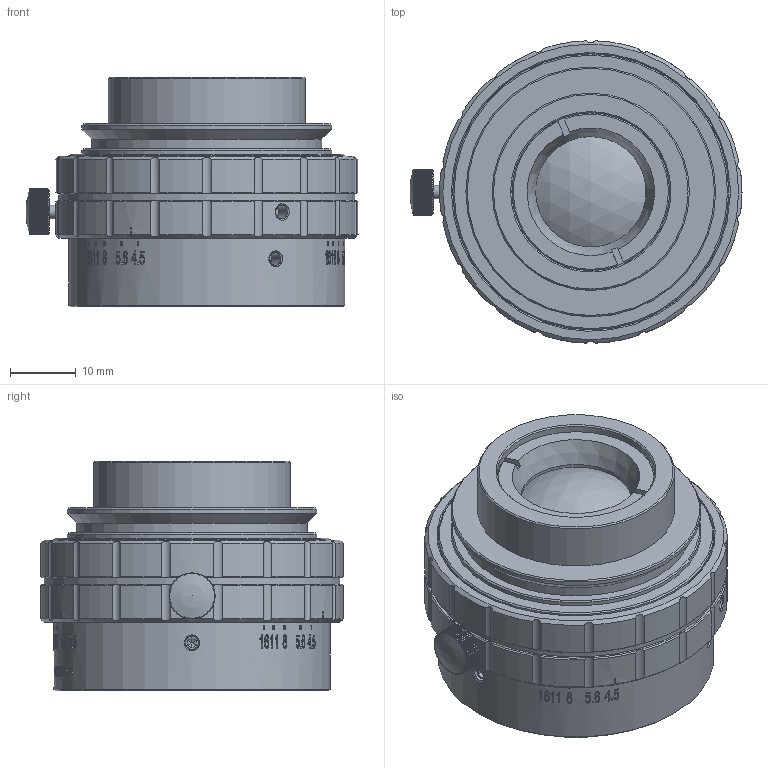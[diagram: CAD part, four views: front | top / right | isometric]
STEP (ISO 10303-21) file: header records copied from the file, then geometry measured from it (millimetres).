
FILE_DESCRIPTION(/* description */ (''),/* implementation_level */ '2;1');
FILE_NAME(/* name */ '_LS4045A-all.stp',/* time_stamp */ '2021-08-23T14:31:06+08:00',/* author */ (''),/* organization */ (''),/* preprocessor_version */ 'ST-DEVELOPER v16',/* originating_system */ 'SIEMENS PLM Software NX 10.0',/* authorisation */ '');
FILE_SCHEMA (('AUTOMOTIVE_DESIGN { 1 0 10303 214 3 1 1 1 }'));
Products named in the file (1): DESK3B785037a4ej
Bounding box: 50.5 x 45.98 x 34.92 mm (x, y, z)
Volume: 36921.4 mm3; surface area: 29360.9 mm2
Topology: 43 solids, 44 shells, 1683 faces, 4281 edges, 2835 vertices
Faces by surface type: plane 762, extrusion 380, cylinder 376, cone 142, sphere 13, bspline 10
Full cylindrical faces by diameter (mm): 1.4 x44, 1.7 x2, 2 x3, 2.05 x1, 2.1 x3, 8 x1, 8.4 x1, 12 x2, 12.2 x2, 14.2 x2, 15 x2, 16.8 x2, 18 x6, 20 x2, 20.375 x2, 21 x2, 21.375 x1, 21.4 x1, 22 x1, 22.5 x3, 23 x1, 23.1 x1, 24 x6, 26 x2, 29 x1, 29.375 x1, 30 x2, 30.6 x1, 34 x1, 35 x1
Entity records: 63771 total; most frequent: CARTESIAN_POINT 25103, ORIENTED_EDGE 7979, DIRECTION 6716, EDGE_CURVE 3992, VERTEX_POINT 2764, AXIS2_PLACEMENT_3D 2451, EDGE_LOOP 2112, VECTOR 1814
